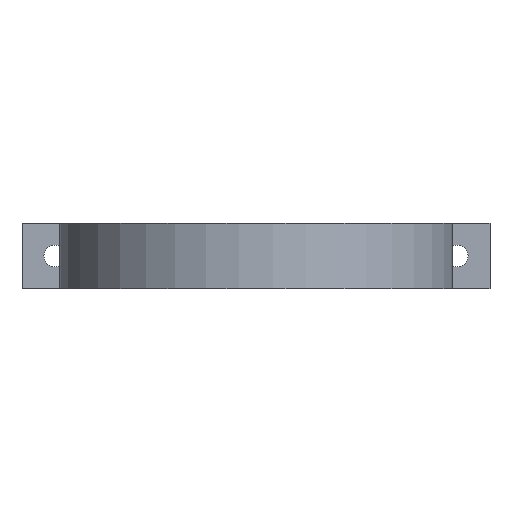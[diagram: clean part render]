
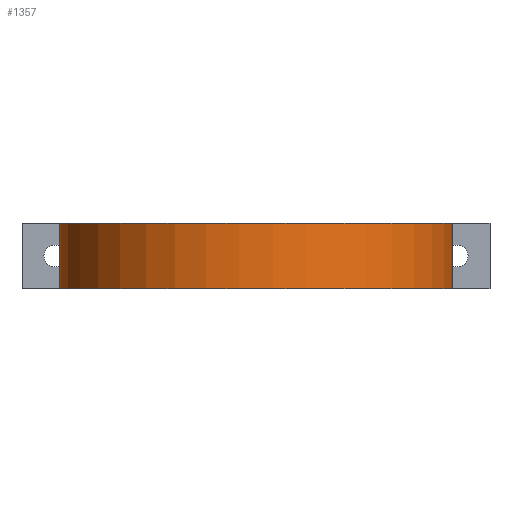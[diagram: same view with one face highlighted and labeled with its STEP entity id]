
A CAD part, front view. The second image highlights one B-rep face of the part: STEP entity #1357.
In plain terms, the highlighted cylindrical face has radius 45 mm (diameter 90 mm), a partial arc.
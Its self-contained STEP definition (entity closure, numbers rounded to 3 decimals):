
#72 = PLANE('',#73);
#73 = AXIS2_PLACEMENT_3D('',#74,#75,#76);
#74 = CARTESIAN_POINT('',(0.,72.714,15.));
#75 = DIRECTION('',(0.,0.,1.));
#76 = DIRECTION('',(1.,0.,0.));
#126 = PLANE('',#127);
#127 = AXIS2_PLACEMENT_3D('',#128,#129,#130);
#128 = CARTESIAN_POINT('',(0.,72.714,0.));
#129 = DIRECTION('',(0.,0.,1.));
#130 = DIRECTION('',(1.,0.,0.));
#332 = VERTEX_POINT('',#333);
#333 = CARTESIAN_POINT('',(-43.998,9.441,0.));
#347 = PLANE('',#348);
#348 = AXIS2_PLACEMENT_3D('',#349,#350,#351);
#349 = CARTESIAN_POINT('',(-20.,121.277,0.));
#350 = DIRECTION('',(0.978,-0.21,0.));
#351 = DIRECTION('',(-0.21,-0.978,0.));
#359 = EDGE_CURVE('',#332,#360,#362,.T.);
#360 = VERTEX_POINT('',#361);
#361 = CARTESIAN_POINT('',(43.998,9.441,0.));
#362 = SURFACE_CURVE('',#363,(#368,#375),.PCURVE_S1.);
#363 = CIRCLE('',#364,45.);
#364 = AXIS2_PLACEMENT_3D('',#365,#366,#367);
#365 = CARTESIAN_POINT('',(0.,0.,0.));
#366 = DIRECTION('',(0.,0.,1.));
#367 = DIRECTION('',(1.,0.,0.));
#368 = PCURVE('',#126,#369);
#369 = DEFINITIONAL_REPRESENTATION('',(#370),#374);
#370 = CIRCLE('',#371,45.);
#371 = AXIS2_PLACEMENT_2D('',#372,#373);
#372 = CARTESIAN_POINT('',(0.,-72.714));
#373 = DIRECTION('',(1.,0.));
#374 = ( GEOMETRIC_REPRESENTATION_CONTEXT(2) 
PARAMETRIC_REPRESENTATION_CONTEXT() REPRESENTATION_CONTEXT('2D SPACE',''
  ) );
#375 = PCURVE('',#376,#381);
#376 = CYLINDRICAL_SURFACE('',#377,45.);
#377 = AXIS2_PLACEMENT_3D('',#378,#379,#380);
#378 = CARTESIAN_POINT('',(0.,0.,0.));
#379 = DIRECTION('',(-0.,-0.,-1.));
#380 = DIRECTION('',(1.,0.,0.));
#381 = DEFINITIONAL_REPRESENTATION('',(#382),#386);
#382 = LINE('',#383,#384);
#383 = CARTESIAN_POINT('',(-0.,0.));
#384 = VECTOR('',#385,1.);
#385 = DIRECTION('',(-1.,0.));
#386 = ( GEOMETRIC_REPRESENTATION_CONTEXT(2) 
PARAMETRIC_REPRESENTATION_CONTEXT() REPRESENTATION_CONTEXT('2D SPACE',''
  ) );
#404 = PLANE('',#405);
#405 = AXIS2_PLACEMENT_3D('',#406,#407,#408);
#406 = CARTESIAN_POINT('',(20.,121.277,0.));
#407 = DIRECTION('',(0.978,0.21,0.));
#408 = DIRECTION('',(0.21,-0.978,0.));
#745 = VERTEX_POINT('',#746);
#746 = CARTESIAN_POINT('',(-43.998,9.441,15.));
#767 = EDGE_CURVE('',#745,#768,#770,.T.);
#768 = VERTEX_POINT('',#769);
#769 = CARTESIAN_POINT('',(43.998,9.441,15.));
#770 = SURFACE_CURVE('',#771,(#776,#783),.PCURVE_S1.);
#771 = CIRCLE('',#772,45.);
#772 = AXIS2_PLACEMENT_3D('',#773,#774,#775);
#773 = CARTESIAN_POINT('',(0.,0.,15.));
#774 = DIRECTION('',(0.,0.,1.));
#775 = DIRECTION('',(1.,0.,0.));
#776 = PCURVE('',#72,#777);
#777 = DEFINITIONAL_REPRESENTATION('',(#778),#782);
#778 = CIRCLE('',#779,45.);
#779 = AXIS2_PLACEMENT_2D('',#780,#781);
#780 = CARTESIAN_POINT('',(0.,-72.714));
#781 = DIRECTION('',(1.,0.));
#782 = ( GEOMETRIC_REPRESENTATION_CONTEXT(2) 
PARAMETRIC_REPRESENTATION_CONTEXT() REPRESENTATION_CONTEXT('2D SPACE',''
  ) );
#783 = PCURVE('',#376,#784);
#784 = DEFINITIONAL_REPRESENTATION('',(#785),#789);
#785 = LINE('',#786,#787);
#786 = CARTESIAN_POINT('',(-0.,-15.));
#787 = VECTOR('',#788,1.);
#788 = DIRECTION('',(-1.,0.));
#789 = ( GEOMETRIC_REPRESENTATION_CONTEXT(2) 
PARAMETRIC_REPRESENTATION_CONTEXT() REPRESENTATION_CONTEXT('2D SPACE',''
  ) );
#1309 = EDGE_CURVE('',#332,#745,#1310,.T.);
#1310 = SURFACE_CURVE('',#1311,(#1315,#1322),.PCURVE_S1.);
#1311 = LINE('',#1312,#1313);
#1312 = CARTESIAN_POINT('',(-43.998,9.441,0.));
#1313 = VECTOR('',#1314,1.);
#1314 = DIRECTION('',(0.,0.,1.));
#1315 = PCURVE('',#347,#1316);
#1316 = DEFINITIONAL_REPRESENTATION('',(#1317),#1321);
#1317 = LINE('',#1318,#1319);
#1318 = CARTESIAN_POINT('',(114.382,0.));
#1319 = VECTOR('',#1320,1.);
#1320 = DIRECTION('',(0.,-1.));
#1321 = ( GEOMETRIC_REPRESENTATION_CONTEXT(2) 
PARAMETRIC_REPRESENTATION_CONTEXT() REPRESENTATION_CONTEXT('2D SPACE',''
  ) );
#1322 = PCURVE('',#376,#1323);
#1323 = DEFINITIONAL_REPRESENTATION('',(#1324),#1328);
#1324 = LINE('',#1325,#1326);
#1325 = CARTESIAN_POINT('',(-2.93,0.));
#1326 = VECTOR('',#1327,1.);
#1327 = DIRECTION('',(-0.,-1.));
#1328 = ( GEOMETRIC_REPRESENTATION_CONTEXT(2) 
PARAMETRIC_REPRESENTATION_CONTEXT() REPRESENTATION_CONTEXT('2D SPACE',''
  ) );
#1357 = ADVANCED_FACE('',(#1358),#376,.T.);
#1358 = FACE_BOUND('',#1359,.F.);
#1359 = EDGE_LOOP('',(#1360,#1361,#1362,#1383));
#1360 = ORIENTED_EDGE('',*,*,#1309,.T.);
#1361 = ORIENTED_EDGE('',*,*,#767,.T.);
#1362 = ORIENTED_EDGE('',*,*,#1363,.F.);
#1363 = EDGE_CURVE('',#360,#768,#1364,.T.);
#1364 = SURFACE_CURVE('',#1365,(#1369,#1376),.PCURVE_S1.);
#1365 = LINE('',#1366,#1367);
#1366 = CARTESIAN_POINT('',(43.998,9.441,0.));
#1367 = VECTOR('',#1368,1.);
#1368 = DIRECTION('',(0.,0.,1.));
#1369 = PCURVE('',#376,#1370);
#1370 = DEFINITIONAL_REPRESENTATION('',(#1371),#1375);
#1371 = LINE('',#1372,#1373);
#1372 = CARTESIAN_POINT('',(-6.495,0.));
#1373 = VECTOR('',#1374,1.);
#1374 = DIRECTION('',(-0.,-1.));
#1375 = ( GEOMETRIC_REPRESENTATION_CONTEXT(2) 
PARAMETRIC_REPRESENTATION_CONTEXT() REPRESENTATION_CONTEXT('2D SPACE',''
  ) );
#1376 = PCURVE('',#404,#1377);
#1377 = DEFINITIONAL_REPRESENTATION('',(#1378),#1382);
#1378 = LINE('',#1379,#1380);
#1379 = CARTESIAN_POINT('',(114.382,0.));
#1380 = VECTOR('',#1381,1.);
#1381 = DIRECTION('',(0.,-1.));
#1382 = ( GEOMETRIC_REPRESENTATION_CONTEXT(2) 
PARAMETRIC_REPRESENTATION_CONTEXT() REPRESENTATION_CONTEXT('2D SPACE',''
  ) );
#1383 = ORIENTED_EDGE('',*,*,#359,.F.);
